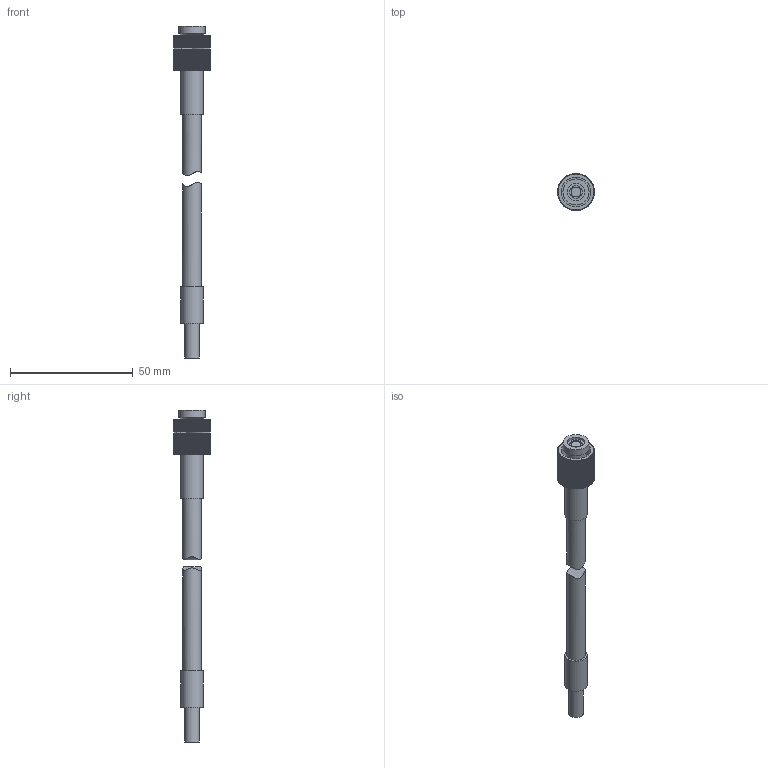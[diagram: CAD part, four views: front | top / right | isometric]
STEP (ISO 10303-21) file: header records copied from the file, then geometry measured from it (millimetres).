
FILE_DESCRIPTION(/* description */ (''),/* implementation_level */ '2;1');
FILE_NAME(/* name */ 'ipf_z3d_LSA00916.stp',/* time_stamp */ '2018-10-09T14:56:04+02:00',/* author */ ('g.aydin'),/* organization */ (''),/* preprocessor_version */ 'ST-DEVELOPER v15.2',/* originating_system */ 'Autodesk Inventor 2014',/* authorisation */ '');
FILE_SCHEMA (('AUTOMOTIVE_DESIGN { 1 0 10303 214 3 1 1 }'));
Length unit declared in the file: millimetre
Products named in the file (1): ipf_z3d_LSA00916
Bounding box: 15 x 15 x 135 mm (x, y, z)
Volume: 7269.9 mm3; surface area: 5228.4 mm2
Topology: 2 solids, 2 shells, 376 faces, 1082 edges, 722 vertices
Faces by surface type: plane 244, cylinder 129, bspline 2, cone 1
Full cylindrical faces by diameter (mm): 4 x1, 4.5 x1, 5 x2, 6 x1, 7 x1, 7.5 x2, 8 x1, 8.2 x1, 9 x2, 10.6 x1, 12 x1
Entity records: 12741 total; most frequent: CARTESIAN_POINT 2262, ORIENTED_EDGE 2126, DIRECTION 2067, EDGE_CURVE 1063, LINE 805, VECTOR 805, VERTEX_POINT 718, AXIS2_PLACEMENT_3D 631
